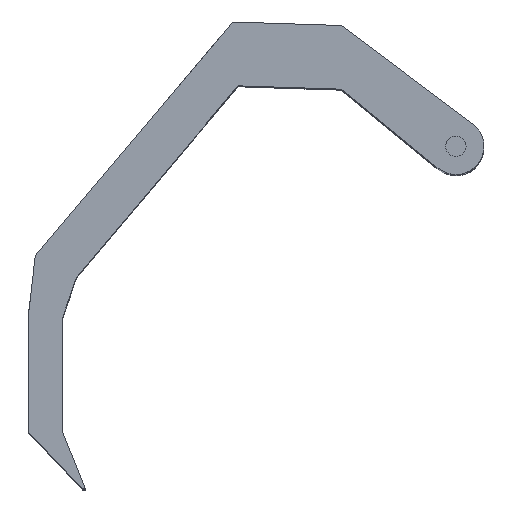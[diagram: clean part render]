
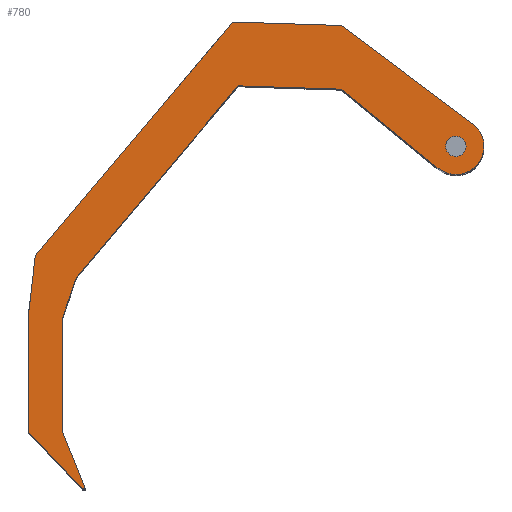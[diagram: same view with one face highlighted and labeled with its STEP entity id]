
A CAD part, top view. The second image highlights one B-rep face of the part: STEP entity #780.
In plain terms, the highlighted planar face has unit normal (0, 0, 1).
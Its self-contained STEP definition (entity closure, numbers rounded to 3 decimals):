
#21 = CARTESIAN_POINT ( 'NONE',  ( 19.321, 9.764, -99.4 ) ) ;
#42 = DIRECTION ( 'NONE',  ( 0., 0., 1. ) ) ;
#44 = VERTEX_POINT ( 'NONE', #3100 ) ;
#145 = CIRCLE ( 'NONE', #762, 1. ) ;
#149 = AXIS2_PLACEMENT_3D ( 'NONE', #4209, #1589, #2255 ) ;
#154 = EDGE_CURVE ( 'NONE', #519, #1682, #4227, .T. ) ;
#156 = DIRECTION ( 'NONE',  ( 0., 1., 0. ) ) ;
#166 = ORIENTED_EDGE ( 'NONE', *, *, #3123, .F. ) ;
#213 = DIRECTION ( 'NONE',  ( 0.327, 0.945, 0. ) ) ;
#220 = VECTOR ( 'NONE', #1807, 1000. ) ;
#226 = EDGE_CURVE ( 'NONE', #1388, #3396, #145, .T. ) ;
#252 = DIRECTION ( 'NONE',  ( 0., 1., 0. ) ) ;
#330 = CARTESIAN_POINT ( 'NONE',  ( 8.157, 21.573, -99.4 ) ) ;
#344 = CARTESIAN_POINT ( 'NONE',  ( -17.754, -3.058, -99.4 ) ) ;
#366 = DIRECTION ( 'NONE',  ( 0., 0., 1. ) ) ;
#418 = LINE ( 'NONE', #759, #2678 ) ;
#468 = ORIENTED_EDGE ( 'NONE', *, *, #226, .F. ) ;
#481 = LINE ( 'NONE', #2838, #2129 ) ;
#501 = LINE ( 'NONE', #2743, #220 ) ;
#519 = VERTEX_POINT ( 'NONE', #3562 ) ;
#598 = EDGE_CURVE ( 'NONE', #3553, #2565, #1869, .T. ) ;
#611 = FACE_OUTER_BOUND ( 'NONE', #1847, .T. ) ;
#644 = LINE ( 'NONE', #1949, #1519 ) ;
#652 = DIRECTION ( 'NONE',  ( 1., 0., 0. ) ) ;
#668 = DIRECTION ( 'NONE',  ( 1., 0., 0. ) ) ;
#688 = DIRECTION ( 'NONE',  ( 1., 0., 0. ) ) ;
#747 = EDGE_CURVE ( 'NONE', #997, #2565, #1354, .T. ) ;
#759 = CARTESIAN_POINT ( 'NONE',  ( -22.719, -9.088, -99.4 ) ) ;
#760 = VECTOR ( 'NONE', #213, 1000. ) ;
#762 = AXIS2_PLACEMENT_3D ( 'NONE', #21, #366, #668 ) ;
#780 = ADVANCED_FACE ( 'NONE', ( #611, #1848 ), #3862, .T. ) ;
#820 = CARTESIAN_POINT ( 'NONE',  ( 13.291, 17.723, -99.4 ) ) ;
#872 = CARTESIAN_POINT ( 'NONE',  ( 0.499, 15.596, -99.4 ) ) ;
#895 = DIRECTION ( 'NONE',  ( -0.645, -0.765, 0. ) ) ;
#984 = AXIS2_PLACEMENT_3D ( 'NONE', #2882, #3226, #1261 ) ;
#997 = VERTEX_POINT ( 'NONE', #330 ) ;
#1034 = AXIS2_PLACEMENT_3D ( 'NONE', #1581, #3232, #652 ) ;
#1042 = CARTESIAN_POINT ( 'NONE',  ( -21.368, 2.496, -99.4 ) ) ;
#1049 = VECTOR ( 'NONE', #3417, 1000. ) ;
#1235 = VERTEX_POINT ( 'NONE', #2209 ) ;
#1261 = DIRECTION ( 'NONE',  ( 1., 0., 0. ) ) ;
#1264 = EDGE_CURVE ( 'NONE', #3879, #1417, #2891, .T. ) ;
#1284 = ORIENTED_EDGE ( 'NONE', *, *, #3181, .T. ) ;
#1304 = DIRECTION ( 'NONE',  ( -1., 0., 0. ) ) ;
#1354 = LINE ( 'NONE', #820, #1049 ) ;
#1374 = DIRECTION ( 'NONE',  ( -0.687, 0.726, 0. ) ) ;
#1388 = VERTEX_POINT ( 'NONE', #3613 ) ;
#1395 = ORIENTED_EDGE ( 'NONE', *, *, #2639, .F. ) ;
#1417 = VERTEX_POINT ( 'NONE', #344 ) ;
#1519 = VECTOR ( 'NONE', #252, 1000. ) ;
#1529 = CARTESIAN_POINT ( 'NONE',  ( 17.578, 7.637, -99.4 ) ) ;
#1581 = CARTESIAN_POINT ( 'NONE',  ( 19.321, 9.764, -99.4 ) ) ;
#1584 = VECTOR ( 'NONE', #1304, 1000. ) ;
#1589 = DIRECTION ( 'NONE',  ( 0., 0., 1. ) ) ;
#1593 = AXIS2_PLACEMENT_3D ( 'NONE', #3614, #42, #688 ) ;
#1682 = VERTEX_POINT ( 'NONE', #2945 ) ;
#1704 = CARTESIAN_POINT ( 'NONE',  ( 8.166, 15.351, -99.4 ) ) ;
#1790 = ORIENTED_EDGE ( 'NONE', *, *, #154, .F. ) ;
#1807 = DIRECTION ( 'NONE',  ( 0.773, -0.634, 0. ) ) ;
#1847 = EDGE_LOOP ( 'NONE', ( #3473, #4136, #4028, #166, #2033, #1790, #4170, #2644, #2068, #3468, #1284, #2875, #2254, #3814, #4164 ) ) ;
#1848 = FACE_BOUND ( 'NONE', #3050, .T. ) ;
#1861 = EDGE_CURVE ( 'NONE', #519, #44, #418, .T. ) ;
#1865 = CARTESIAN_POINT ( 'NONE',  ( 22.071, 9.764, -99.4 ) ) ;
#1867 = CARTESIAN_POINT ( 'NONE',  ( -14.916, 5.155, -99.4 ) ) ;
#1869 = CIRCLE ( 'NONE', #984, 2.75 ) ;
#1910 = CARTESIAN_POINT ( 'NONE',  ( -22.48, -7.019, -99.4 ) ) ;
#1917 = DIRECTION ( 'NONE',  ( 0.999, -0.032, 0. ) ) ;
#1949 = CARTESIAN_POINT ( 'NONE',  ( -19.123, 0., -99.4 ) ) ;
#2002 = VECTOR ( 'NONE', #895, 1000. ) ;
#2033 = ORIENTED_EDGE ( 'NONE', *, *, #3047, .F. ) ;
#2038 = EDGE_CURVE ( 'NONE', #2380, #1417, #481, .T. ) ;
#2068 = ORIENTED_EDGE ( 'NONE', *, *, #1264, .T. ) ;
#2082 = LINE ( 'NONE', #3086, #3711 ) ;
#2129 = VECTOR ( 'NONE', #4151, 1000. ) ;
#2179 = CARTESIAN_POINT ( 'NONE',  ( -19.123, -7.019, -99.4 ) ) ;
#2209 = CARTESIAN_POINT ( 'NONE',  ( -2.497, 21.914, -99.4 ) ) ;
#2254 = ORIENTED_EDGE ( 'NONE', *, *, #3620, .T. ) ;
#2255 = DIRECTION ( 'NONE',  ( -1., 0., 0. ) ) ;
#2334 = CARTESIAN_POINT ( 'NONE',  ( 20.96, 11.972, -99.4 ) ) ;
#2380 = VERTEX_POINT ( 'NONE', #3949 ) ;
#2384 = CARTESIAN_POINT ( 'NONE',  ( -20.884, -19.764, -99.4 ) ) ;
#2427 = DIRECTION ( 'NONE',  ( 0.999, -0.032, 0. ) ) ;
#2446 = LINE ( 'NONE', #872, #2494 ) ;
#2487 = VERTEX_POINT ( 'NONE', #3126 ) ;
#2494 = VECTOR ( 'NONE', #2427, 1000. ) ;
#2529 = EDGE_CURVE ( 'NONE', #3715, #4188, #501, .T. ) ;
#2552 = VECTOR ( 'NONE', #1374, 1000. ) ;
#2565 = VERTEX_POINT ( 'NONE', #2334 ) ;
#2578 = EDGE_CURVE ( 'NONE', #1235, #997, #2872, .T. ) ;
#2625 = VECTOR ( 'NONE', #3969, 1000. ) ;
#2639 = EDGE_CURVE ( 'NONE', #3396, #1388, #3236, .T. ) ;
#2644 = ORIENTED_EDGE ( 'NONE', *, *, #3995, .T. ) ;
#2678 = VECTOR ( 'NONE', #3649, 1000. ) ;
#2689 = VECTOR ( 'NONE', #1917, 1000. ) ;
#2691 = LINE ( 'NONE', #2384, #2552 ) ;
#2692 = LINE ( 'NONE', #1042, #2625 ) ;
#2743 = CARTESIAN_POINT ( 'NONE',  ( 10.808, 13.186, -99.4 ) ) ;
#2773 = CARTESIAN_POINT ( 'NONE',  ( -22.48, -18.078, -99.4 ) ) ;
#2838 = CARTESIAN_POINT ( 'NONE',  ( 1.977, 20.344, -99.4 ) ) ;
#2852 = CARTESIAN_POINT ( 'NONE',  ( 8.157, 21.573, -99.4 ) ) ;
#2872 = LINE ( 'NONE', #2852, #2689 ) ;
#2875 = ORIENTED_EDGE ( 'NONE', *, *, #2529, .T. ) ;
#2876 = CIRCLE ( 'NONE', #1034, 2.75 ) ;
#2882 = CARTESIAN_POINT ( 'NONE',  ( 19.321, 9.764, -99.4 ) ) ;
#2891 = LINE ( 'NONE', #1867, #760 ) ;
#2945 = CARTESIAN_POINT ( 'NONE',  ( -17.185, -23.672, -99.4 ) ) ;
#3047 = EDGE_CURVE ( 'NONE', #1682, #3888, #2691, .T. ) ;
#3050 = EDGE_LOOP ( 'NONE', ( #1395, #468 ) ) ;
#3086 = CARTESIAN_POINT ( 'NONE',  ( -22.48, 0., -99.4 ) ) ;
#3100 = CARTESIAN_POINT ( 'NONE',  ( -19.123, -18.078, -99.4 ) ) ;
#3123 = EDGE_CURVE ( 'NONE', #3888, #3583, #2082, .T. ) ;
#3126 = CARTESIAN_POINT ( 'NONE',  ( -21.77, -0.945, -99.4 ) ) ;
#3181 = EDGE_CURVE ( 'NONE', #2380, #3715, #2446, .T. ) ;
#3182 = CARTESIAN_POINT ( 'NONE',  ( -1.412, 23.201, -99.4 ) ) ;
#3226 = DIRECTION ( 'NONE',  ( 0., 0., 1. ) ) ;
#3232 = DIRECTION ( 'NONE',  ( 0., 0., 1. ) ) ;
#3236 = CIRCLE ( 'NONE', #1593, 1. ) ;
#3252 = CARTESIAN_POINT ( 'NONE',  ( 0., -23.672, -99.4 ) ) ;
#3396 = VERTEX_POINT ( 'NONE', #3739 ) ;
#3417 = DIRECTION ( 'NONE',  ( 0.8, -0.6, 0. ) ) ;
#3468 = ORIENTED_EDGE ( 'NONE', *, *, #2038, .F. ) ;
#3473 = ORIENTED_EDGE ( 'NONE', *, *, #2578, .F. ) ;
#3553 = VERTEX_POINT ( 'NONE', #1865 ) ;
#3562 = CARTESIAN_POINT ( 'NONE',  ( -16.885, -23.672, -99.4 ) ) ;
#3583 = VERTEX_POINT ( 'NONE', #1910 ) ;
#3613 = CARTESIAN_POINT ( 'NONE',  ( 18.321, 9.764, -99.4 ) ) ;
#3614 = CARTESIAN_POINT ( 'NONE',  ( 19.321, 9.764, -99.4 ) ) ;
#3620 = EDGE_CURVE ( 'NONE', #4188, #3553, #2876, .T. ) ;
#3649 = DIRECTION ( 'NONE',  ( -0.371, 0.928, 0. ) ) ;
#3711 = VECTOR ( 'NONE', #156, 1000. ) ;
#3715 = VERTEX_POINT ( 'NONE', #1704 ) ;
#3732 = LINE ( 'NONE', #3182, #2002 ) ;
#3739 = CARTESIAN_POINT ( 'NONE',  ( 20.321, 9.764, -99.4 ) ) ;
#3814 = ORIENTED_EDGE ( 'NONE', *, *, #598, .T. ) ;
#3862 = PLANE ( 'NONE',  #149 ) ;
#3879 = VERTEX_POINT ( 'NONE', #2179 ) ;
#3881 = EDGE_CURVE ( 'NONE', #1235, #2487, #3732, .T. ) ;
#3888 = VERTEX_POINT ( 'NONE', #2773 ) ;
#3949 = CARTESIAN_POINT ( 'NONE',  ( -1.96, 15.675, -99.4 ) ) ;
#3969 = DIRECTION ( 'NONE',  ( -0.116, -0.993, 0. ) ) ;
#3995 = EDGE_CURVE ( 'NONE', #44, #3879, #644, .T. ) ;
#4028 = ORIENTED_EDGE ( 'NONE', *, *, #4078, .T. ) ;
#4078 = EDGE_CURVE ( 'NONE', #2487, #3583, #2692, .T. ) ;
#4136 = ORIENTED_EDGE ( 'NONE', *, *, #3881, .T. ) ;
#4151 = DIRECTION ( 'NONE',  ( -0.645, -0.765, 0. ) ) ;
#4164 = ORIENTED_EDGE ( 'NONE', *, *, #747, .F. ) ;
#4170 = ORIENTED_EDGE ( 'NONE', *, *, #1861, .T. ) ;
#4188 = VERTEX_POINT ( 'NONE', #1529 ) ;
#4209 = CARTESIAN_POINT ( 'NONE',  ( 67.306, -34.737, -99.4 ) ) ;
#4227 = LINE ( 'NONE', #3252, #1584 ) ;
